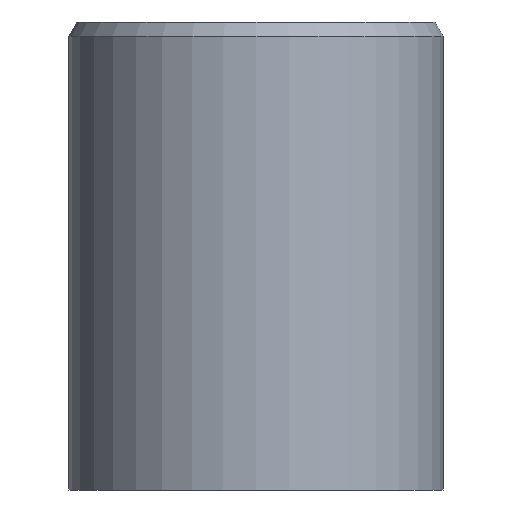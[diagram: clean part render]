
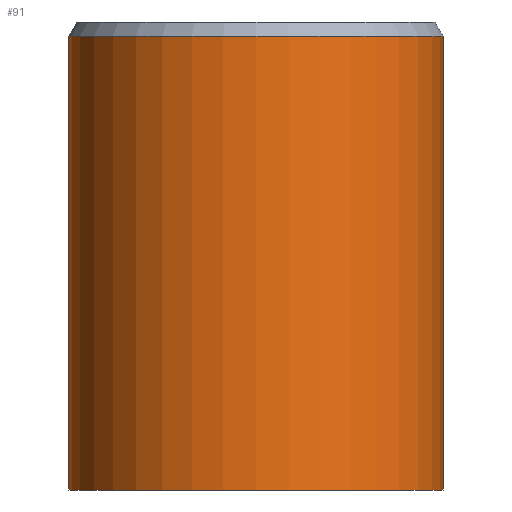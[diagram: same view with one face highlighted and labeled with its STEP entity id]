
A CAD part, front view. The second image highlights one B-rep face of the part: STEP entity #91.
In plain terms, the highlighted cylindrical face has radius 4 mm (diameter 8 mm), a full revolution.
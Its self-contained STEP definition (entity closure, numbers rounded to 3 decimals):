
#20=CYLINDRICAL_SURFACE('',#119,4.);
#25=FACE_OUTER_BOUND('',#32,.T.);
#32=EDGE_LOOP('',(#79,#80,#81,#82));
#38=LINE('',#172,#42);
#42=VECTOR('',#147,4.);
#47=CIRCLE('',#118,4.);
#48=CIRCLE('',#120,4.);
#53=VERTEX_POINT('',#167);
#54=VERTEX_POINT('',#171);
#61=EDGE_CURVE('',#53,#53,#47,.T.);
#63=EDGE_CURVE('',#53,#54,#38,.T.);
#64=EDGE_CURVE('',#54,#54,#48,.T.);
#79=ORIENTED_EDGE('',*,*,#61,.F.);
#80=ORIENTED_EDGE('',*,*,#63,.T.);
#81=ORIENTED_EDGE('',*,*,#64,.T.);
#82=ORIENTED_EDGE('',*,*,#63,.F.);
#91=ADVANCED_FACE('',(#25),#20,.T.);
#118=AXIS2_PLACEMENT_3D('',#168,#142,#143);
#119=AXIS2_PLACEMENT_3D('',#170,#145,#146);
#120=AXIS2_PLACEMENT_3D('',#173,#148,#149);
#142=DIRECTION('center_axis',(0.,0.,1.));
#143=DIRECTION('ref_axis',(1.,0.,0.));
#145=DIRECTION('center_axis',(0.,0.,1.));
#146=DIRECTION('ref_axis',(1.,0.,0.));
#147=DIRECTION('',(0.,0.,-1.));
#148=DIRECTION('center_axis',(0.,0.,1.));
#149=DIRECTION('ref_axis',(1.,0.,0.));
#167=CARTESIAN_POINT('',(-4.,0.,9.7));
#168=CARTESIAN_POINT('Origin',(0.,0.,9.7));
#170=CARTESIAN_POINT('Origin',(0.,0.,4.85));
#171=CARTESIAN_POINT('',(-4.,0.,0.));
#172=CARTESIAN_POINT('',(-4.,0.,4.85));
#173=CARTESIAN_POINT('Origin',(0.,0.,0.));
